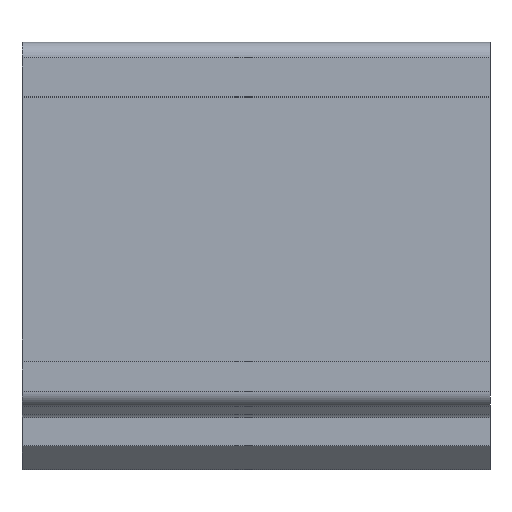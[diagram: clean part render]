
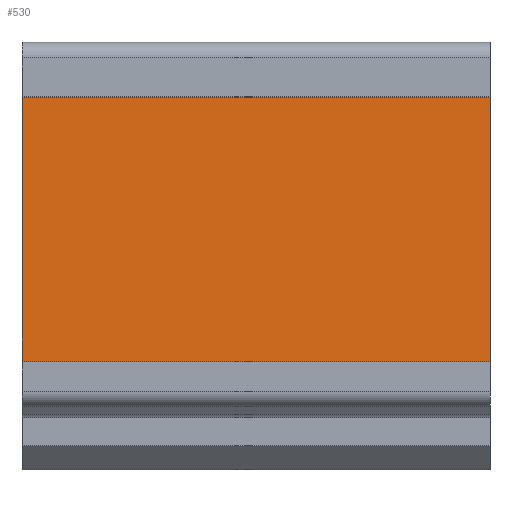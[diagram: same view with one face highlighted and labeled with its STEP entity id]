
A CAD part, top view. The second image highlights one B-rep face of the part: STEP entity #530.
In plain terms, the highlighted planar face has unit normal (0, 0.015, 1).
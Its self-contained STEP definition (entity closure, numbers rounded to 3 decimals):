
#30=PLANE('',#571);
#57=FACE_OUTER_BOUND('',#84,.T.);
#84=EDGE_LOOP('',(#458,#459,#460,#461));
#99=LINE('',#746,#162);
#144=LINE('',#855,#207);
#145=LINE('',#858,#208);
#146=LINE('',#859,#209);
#162=VECTOR('',#598,10.);
#207=VECTOR('',#699,10.);
#208=VECTOR('',#702,10.);
#209=VECTOR('',#703,10.);
#237=VERTEX_POINT('',#743);
#238=VERTEX_POINT('',#745);
#274=VERTEX_POINT('',#853);
#275=VERTEX_POINT('',#857);
#289=EDGE_CURVE('',#238,#237,#99,.T.);
#344=EDGE_CURVE('',#237,#274,#144,.T.);
#345=EDGE_CURVE('',#275,#274,#145,.T.);
#346=EDGE_CURVE('',#238,#275,#146,.T.);
#458=ORIENTED_EDGE('',*,*,#289,.T.);
#459=ORIENTED_EDGE('',*,*,#344,.T.);
#460=ORIENTED_EDGE('',*,*,#345,.F.);
#461=ORIENTED_EDGE('',*,*,#346,.F.);
#530=ADVANCED_FACE('',(#57),#30,.T.);
#571=AXIS2_PLACEMENT_3D('',#856,#700,#701);
#598=DIRECTION('',(0.,-1.,0.016));
#699=DIRECTION('',(1.,0.,0.));
#700=DIRECTION('center_axis',(0.,0.016,1.));
#701=DIRECTION('ref_axis',(0.,-1.,0.016));
#702=DIRECTION('',(0.,-1.,0.016));
#703=DIRECTION('',(1.,0.,0.));
#743=CARTESIAN_POINT('',(130.,-0.081,-9.241));
#745=CARTESIAN_POINT('',(130.,19.916,-9.552));
#746=CARTESIAN_POINT('',(130.,19.916,-9.552));
#853=CARTESIAN_POINT('',(160.,-0.081,-9.241));
#855=CARTESIAN_POINT('',(130.,-0.081,-9.241));
#856=CARTESIAN_POINT('Origin',(130.,19.916,-9.552));
#857=CARTESIAN_POINT('',(160.,19.916,-9.552));
#858=CARTESIAN_POINT('',(160.,19.916,-9.552));
#859=CARTESIAN_POINT('',(130.,19.916,-9.552));
